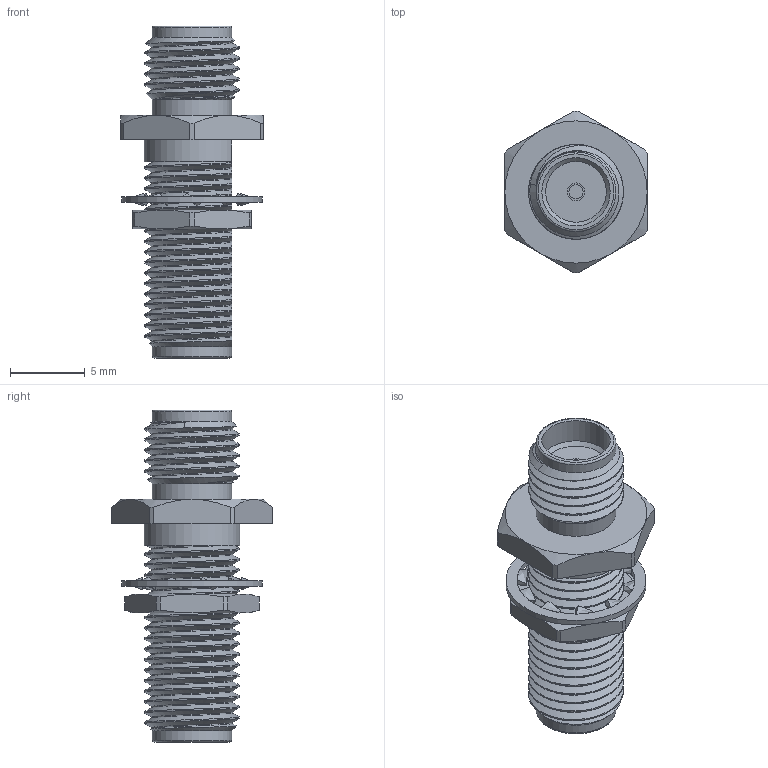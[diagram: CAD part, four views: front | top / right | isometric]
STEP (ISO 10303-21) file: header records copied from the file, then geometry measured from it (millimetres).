
FILE_DESCRIPTION (( 'STEP AP203' ), '1' );
FILE_NAME ('SM4955A.step', '2020-01-17T14:58:09', ( '' ), ( '' ), 'SwSTEP 2.0', 'SolidWorks 2018', '' );
FILE_SCHEMA (( 'CONFIG_CONTROL_DESIGN' ));
Products named in the file (1): SM4955A
Bounding box: 9.53 x 10.81 x 22.23 mm (x, y, z)
Volume: 649.8 mm3; surface area: 1135.7 mm2
Topology: 5 solids, 5 shells, 228 faces, 647 edges, 436 vertices
Faces by surface type: bspline 100, cylinder 56, plane 43, cone 27, torus 2
Full cylindrical faces by diameter (mm): 0.889 x1, 0.94 x2, 1.194 x4, 4.572 x2, 5.334 x3, 9.398 x1
Entity records: 35309 total; most frequent: CARTESIAN_POINT 30414, ORIENTED_EDGE 1246, DIRECTION 665, EDGE_CURVE 623, VERTEX_POINT 432, EDGE_LOOP 261, AXIS2_PLACEMENT_3D 252, FACE_OUTER_BOUND 242
